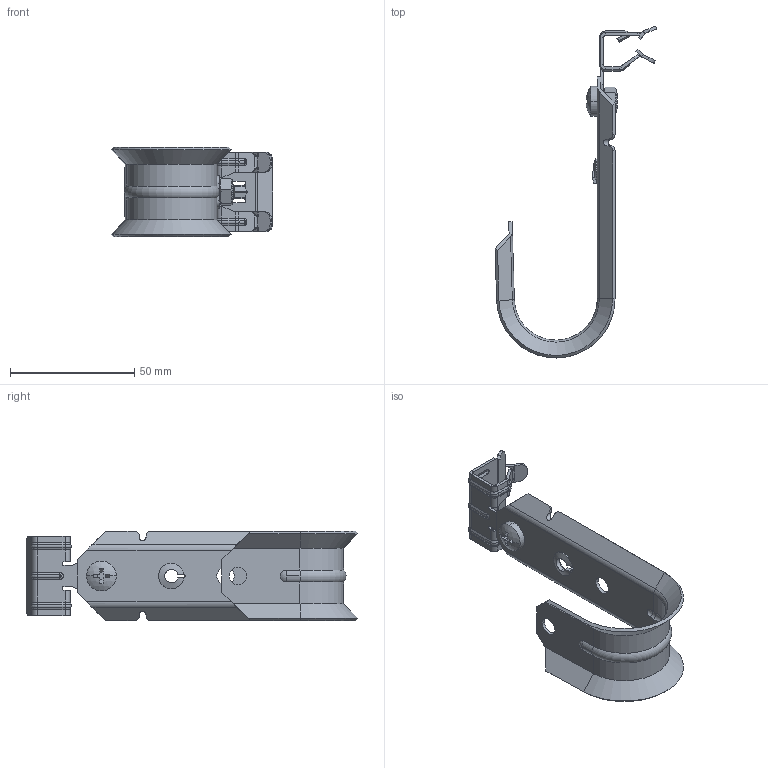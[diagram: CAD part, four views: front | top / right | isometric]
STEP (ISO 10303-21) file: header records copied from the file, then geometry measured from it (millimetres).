
FILE_DESCRIPTION (( 'STEP AP203' ), '1' );
FILE_NAME ('WJH21HOK-58.STEP', '2024-04-03T03:09:42', ( '' ), ( '' ), 'SwSTEP 2.0', 'SolidWorks 2021', '' );
FILE_SCHEMA (( 'CONFIG_CONTROL_DESIGN' ));
Length unit declared in the file: millimetre
Products named in the file (5): hex nuts, style 1-grades ab gb_GB_FASTENER_NUT_SNAB1 M6-N; WJH21HOK-58; ZQJH21-0001; cross recessed pan head screws gb_GB_CROSS_SCREWS_TYPE1 M6X8-8  H type-N; BCX516-0001
Assembly tree (4 placements, depth 2):
  WJH21HOK-58
    ZQJH21-0001
    cross recessed pan head screws gb_GB_CROSS_SCREWS_TYPE1 M6X8-8  H type-N
    hex nuts, style 1-grades ab gb_GB_FASTENER_NUT_SNAB1 M6-N
    BCX516-0001
Bounding box: 65.14 x 133.61 x 35.98 mm (x, y, z)
Volume: 12001 mm3; surface area: 18981.2 mm2
Topology: 4 solids, 4 shells, 470 faces, 1093 edges, 630 vertices
Faces by surface type: plane 231, cylinder 133, cone 52, bspline 20, torus 18, sphere 16
Entity records: 14139 total; most frequent: CARTESIAN_POINT 3113, DIRECTION 2201, ORIENTED_EDGE 2186, EDGE_CURVE 1093, AXIS2_PLACEMENT_3D 757, LINE 687, VECTOR 687, VERTEX_POINT 630
